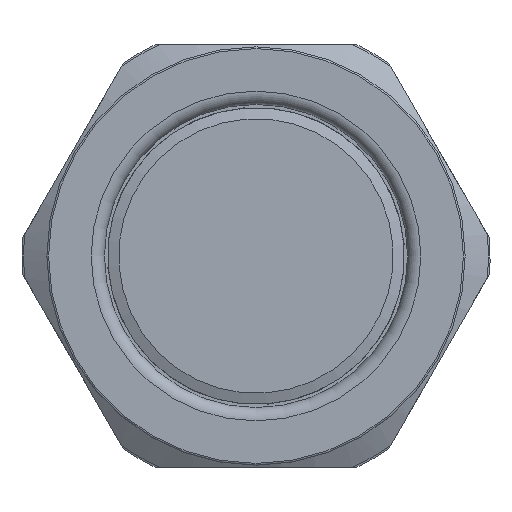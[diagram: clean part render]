
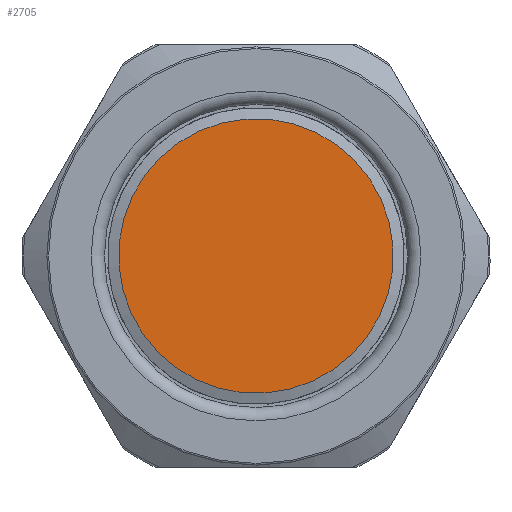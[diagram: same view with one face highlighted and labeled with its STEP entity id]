
A CAD part, left-side view. The second image highlights one B-rep face of the part: STEP entity #2705.
In plain terms, the highlighted face is planar.
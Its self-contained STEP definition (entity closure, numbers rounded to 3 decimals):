
#380=PLANE('',#3180);
#726=FACE_OUTER_BOUND('',#1030,.T.);
#1030=EDGE_LOOP('',(#2460));
#1216=CIRCLE('',#3179,15.6);
#1460=VERTEX_POINT('',#13011);
#1792=EDGE_CURVE('',#1460,#1460,#1216,.T.);
#2460=ORIENTED_EDGE('',*,*,#1792,.T.);
#2705=ADVANCED_FACE('',(#726),#380,.T.);
#3179=AXIS2_PLACEMENT_3D('',#13012,#3991,#3992);
#3180=AXIS2_PLACEMENT_3D('',#13013,#3993,#3994);
#3991=DIRECTION('center_axis',(1.,0.,0.));
#3992=DIRECTION('ref_axis',(0.,0.,-1.));
#3993=DIRECTION('center_axis',(1.,0.,0.));
#3994=DIRECTION('ref_axis',(0.,0.,-1.));
#13011=CARTESIAN_POINT('',(0.45,15.6,0.));
#13012=CARTESIAN_POINT('Origin',(0.45,0.,0.));
#13013=CARTESIAN_POINT('Origin',(0.45,0.,0.));
